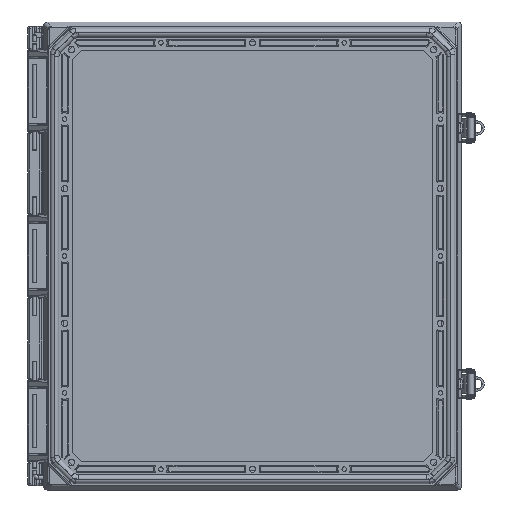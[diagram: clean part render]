
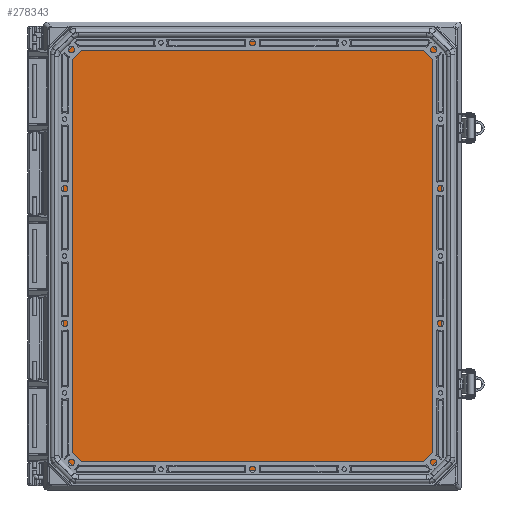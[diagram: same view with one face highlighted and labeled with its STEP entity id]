
A CAD part, front view. The second image highlights one B-rep face of the part: STEP entity #278343.
In plain terms, the highlighted face is planar.
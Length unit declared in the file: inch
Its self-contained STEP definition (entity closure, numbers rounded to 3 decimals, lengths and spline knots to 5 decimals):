
#319 = VECTOR ( 'NONE', #114566, 39.37008 ) ;
#13115 = CARTESIAN_POINT ( 'NONE',  ( 0., 14.42028, 0.81 ) ) ;
#13154 = ORIENTED_EDGE ( 'NONE', *, *, #195503, .T. ) ;
#13723 = ORIENTED_EDGE ( 'NONE', *, *, #293276, .T. ) ;
#14269 = LINE ( 'NONE', #66219, #146160 ) ;
#27978 = CARTESIAN_POINT ( 'NONE',  ( -14.07208, 0.3482, 0.81 ) ) ;
#39015 = CARTESIAN_POINT ( 'NONE',  ( 14.07208, 0.3482, 0.81 ) ) ;
#40556 = CARTESIAN_POINT ( 'NONE',  ( 6.67604, 7.04784, 0.81 ) ) ;
#41360 = DIRECTION ( 'NONE',  ( 0., 1., 0. ) ) ;
#46750 = CARTESIAN_POINT ( 'NONE',  ( -6.15784, 7.56604, 0.81 ) ) ;
#47789 = CARTESIAN_POINT ( 'NONE',  ( 6.67604, -7.04784, 0.81 ) ) ;
#49346 = VECTOR ( 'NONE', #306430, 39.37008 ) ;
#49808 = DIRECTION ( 'NONE',  ( -0.707, 0.707, 0. ) ) ;
#56566 = ORIENTED_EDGE ( 'NONE', *, *, #101736, .T. ) ;
#62202 = VERTEX_POINT ( 'NONE', #40556 ) ;
#65861 = ORIENTED_EDGE ( 'NONE', *, *, #174458, .T. ) ;
#66219 = CARTESIAN_POINT ( 'NONE',  ( -0.3482, 14.07208, 0.81 ) ) ;
#68341 = LINE ( 'NONE', #116940, #143467 ) ;
#73079 = ORIENTED_EDGE ( 'NONE', *, *, #282903, .T. ) ;
#75031 = LINE ( 'NONE', #27978, #284604 ) ;
#85343 = VERTEX_POINT ( 'NONE', #46750 ) ;
#89933 = VERTEX_POINT ( 'NONE', #299841 ) ;
#92092 = EDGE_CURVE ( 'NONE', #89933, #62202, #14269, .T. ) ;
#96223 = VECTOR ( 'NONE', #41360, 39.37008 ) ;
#100126 = LINE ( 'NONE', #152049, #49346 ) ;
#101736 = EDGE_CURVE ( 'NONE', #85343, #89933, #109310, .T. ) ;
#109310 = LINE ( 'NONE', #265289, #266782 ) ;
#114566 = DIRECTION ( 'NONE',  ( -0.707, -0.707, 0. ) ) ;
#115426 = DIRECTION ( 'NONE',  ( 0., 0., 1. ) ) ;
#116940 = CARTESIAN_POINT ( 'NONE',  ( 0.3482, 14.07208, 0.81 ) ) ;
#117416 = CARTESIAN_POINT ( 'NONE',  ( -6.15784, -7.56604, 0.81 ) ) ;
#143467 = VECTOR ( 'NONE', #167149, 39.37008 ) ;
#143975 = ORIENTED_EDGE ( 'NONE', *, *, #92092, .T. ) ;
#146160 = VECTOR ( 'NONE', #314515, 39.37008 ) ;
#152049 = CARTESIAN_POINT ( 'NONE',  ( 0., -7.56604, 0.81 ) ) ;
#159551 = VERTEX_POINT ( 'NONE', #47789 ) ;
#160428 = ORIENTED_EDGE ( 'NONE', *, *, #221956, .T. ) ;
#162823 = LINE ( 'NONE', #282546, #211021 ) ;
#164021 = PLANE ( 'NONE',  #331935 ) ;
#167149 = DIRECTION ( 'NONE',  ( 0.707, 0.707, 0. ) ) ;
#169857 = CARTESIAN_POINT ( 'NONE',  ( -6.67604, -7.04784, 0.81 ) ) ;
#174458 = EDGE_CURVE ( 'NONE', #286807, #294482, #100126, .T. ) ;
#186955 = CARTESIAN_POINT ( 'NONE',  ( 6.15784, -7.56604, 0.81 ) ) ;
#195503 = EDGE_CURVE ( 'NONE', #294482, #313416, #75031, .T. ) ;
#200368 = LINE ( 'NONE', #321438, #96223 ) ;
#211021 = VECTOR ( 'NONE', #292014, 39.37008 ) ;
#214161 = FACE_OUTER_BOUND ( 'NONE', #249087, .T. ) ;
#221956 = EDGE_CURVE ( 'NONE', #159551, #286807, #240249, .T. ) ;
#236616 = DIRECTION ( 'NONE',  ( 1., 0., 0. ) ) ;
#240249 = LINE ( 'NONE', #39015, #319 ) ;
#249087 = EDGE_LOOP ( 'NONE', ( #56566, #143975, #73079, #160428, #65861, #13154, #291830, #13723 ) ) ;
#261966 = EDGE_CURVE ( 'NONE', #313416, #291919, #200368, .T. ) ;
#265289 = CARTESIAN_POINT ( 'NONE',  ( 0., 7.56604, 0.81 ) ) ;
#266782 = VECTOR ( 'NONE', #236616, 39.37008 ) ;
#269661 = CARTESIAN_POINT ( 'NONE',  ( -6.67604, 7.04784, 0.81 ) ) ;
#278343 = ADVANCED_FACE ( 'N', ( #214161 ), #164021, .F. ) ;
#282546 = CARTESIAN_POINT ( 'NONE',  ( 6.67604, 14.42028, 0.81 ) ) ;
#282903 = EDGE_CURVE ( 'NONE', #62202, #159551, #162823, .T. ) ;
#284604 = VECTOR ( 'NONE', #49808, 39.37008 ) ;
#286807 = VERTEX_POINT ( 'NONE', #186955 ) ;
#291830 = ORIENTED_EDGE ( 'NONE', *, *, #261966, .T. ) ;
#291919 = VERTEX_POINT ( 'NONE', #269661 ) ;
#292014 = DIRECTION ( 'NONE',  ( 0., -1., 0. ) ) ;
#293276 = EDGE_CURVE ( 'NONE', #291919, #85343, #68341, .T. ) ;
#294482 = VERTEX_POINT ( 'NONE', #117416 ) ;
#299841 = CARTESIAN_POINT ( 'NONE',  ( 6.15784, 7.56604, 0.81 ) ) ;
#306430 = DIRECTION ( 'NONE',  ( -1., 0., 0. ) ) ;
#313416 = VERTEX_POINT ( 'NONE', #169857 ) ;
#314515 = DIRECTION ( 'NONE',  ( 0.707, -0.707, 0. ) ) ;
#319978 = DIRECTION ( 'NONE',  ( 1., 0., 0. ) ) ;
#321438 = CARTESIAN_POINT ( 'NONE',  ( -6.67604, 14.42028, 0.81 ) ) ;
#331935 = AXIS2_PLACEMENT_3D ( 'NONE', #13115, #115426, #319978 ) ;
